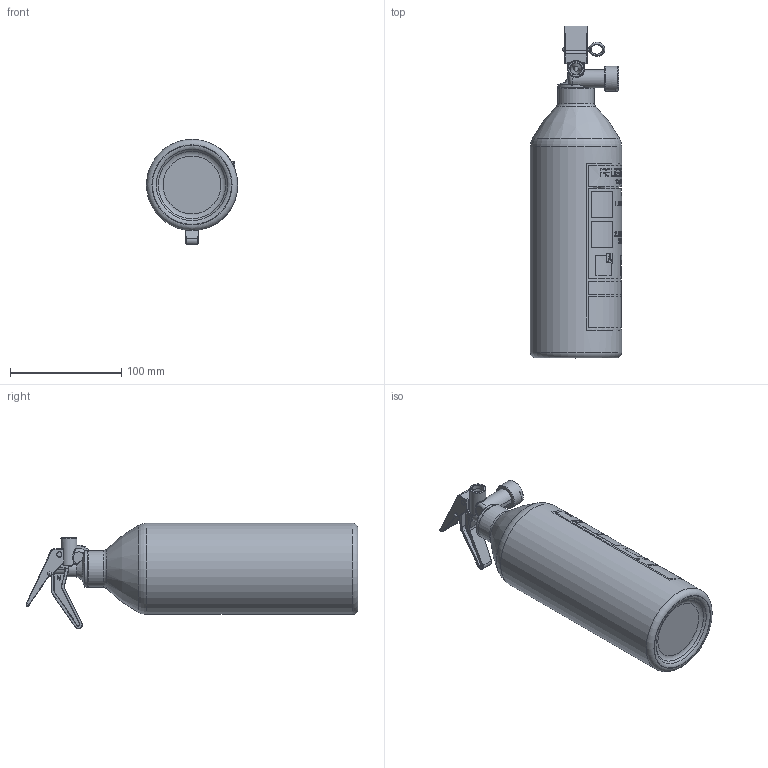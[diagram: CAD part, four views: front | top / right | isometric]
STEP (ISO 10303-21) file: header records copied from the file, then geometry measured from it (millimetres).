
FILE_DESCRIPTION(/* description */ (''),/* implementation_level */ '2;1');
FILE_NAME(/* name */ 'FIRE EXTINGUISHER (1KG) (GER).stp',/* time_stamp */ '2020-07-29T19:20:40+02:00',/* author */ ('mvang'),/* organization */ (''),/* preprocessor_version */ 'ST-DEVELOPER v16.5',/* originating_system */ 'Autodesk Inventor 2017',/* authorisation */ '');
FILE_SCHEMA (('AUTOMOTIVE_DESIGN { 1 0 10303 214 3 1 1 }'));
Products named in the file (8): FIRE EXTINGUISHER (1KG) (RED); 01 Steel Bottle 1kg; 02 Plastic Cap Fixed; 03 Gauge Housing Chrome; 11 Plastic Activation Pin; 12 Plastic Handle Movable; 03-09 Dial Assy. Pressure; Pin Locking Plastic 2.8mm
Assembly tree (7 placements, depth 2):
  FIRE EXTINGUISHER (1KG) (RED)
    01 Steel Bottle 1kg
    02 Plastic Cap Fixed
    03 Gauge Housing Chrome
    11 Plastic Activation Pin
    12 Plastic Handle Movable
    03-09 Dial Assy. Pressure
    Pin Locking Plastic 2.8mm
Bounding box: 82.01 x 298.6 x 94.75 mm (x, y, z)
Volume: 195956.1 mm3; surface area: 146835.6 mm2
Topology: 24 solids, 24 shells, 1725 faces, 4507 edges, 2959 vertices
Faces by surface type: plane 848, bspline 544, cylinder 252, torus 53, cone 22, sphere 6
Full cylindrical faces by diameter (mm): 1.5 x3, 2.8 x3, 2.973 x1, 3.5 x1, 5 x4, 6 x2, 10.5 x1, 14.5 x1, 19 x1, 20 x4, 22.5 x1, 28 x2, 33 x1, 77 x1, 82 x1
Entity records: 64753 total; most frequent: CARTESIAN_POINT 23916, ORIENTED_EDGE 8892, DIRECTION 6949, EDGE_CURVE 4446, VERTEX_POINT 2950, AXIS2_PLACEMENT_3D 2332, LINE 2285, VECTOR 2285
